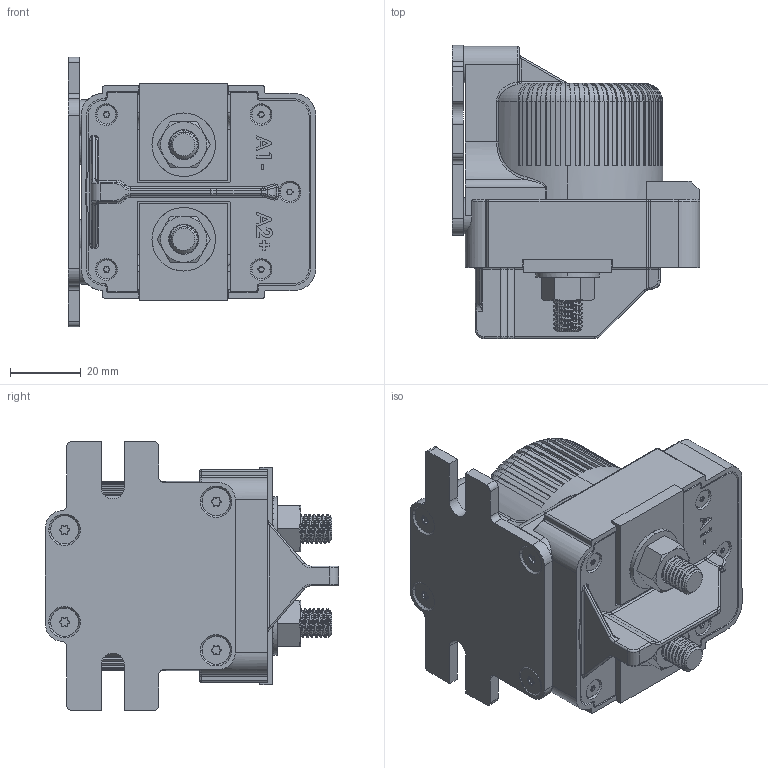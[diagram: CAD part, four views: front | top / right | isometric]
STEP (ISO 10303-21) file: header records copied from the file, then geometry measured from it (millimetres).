
FILE_DESCRIPTION (( 'STEP AP214' ), '1' );
FILE_NAME ('MX52_step_121815.STEP', '2015-12-19T01:27:19', ( 'Temp' ), ( '' ), 'SwSTEP 2.0', 'SolidWorks 2014', '' );
FILE_SCHEMA (( 'AUTOMOTIVE_DESIGN' ));
Length unit declared in the file: inch
Products named in the file (1): MX52_step_121815
Bounding box: 69.85 x 82.71 x 76 mm (x, y, z)
Volume: 72163.6 mm3; surface area: 62190.4 mm2
Topology: 24 solids, 24 shells, 6188 faces, 13878 edges, 7732 vertices
Faces by surface type: bspline 3466, cylinder 1385, plane 853, torus 231, cone 187, sphere 66
Entity records: 584298 total; most frequent: CARTESIAN_POINT 402017, ORIENTED_EDGE 27608, EDGE_CURVE 13804, DIRECTION 13488, VERTEX_POINT 7718, EDGE_LOOP 6284, LENGTH_MEASURE_WITH_UNIT 6214, DIMENSIONAL_EXPONENTS 6214
